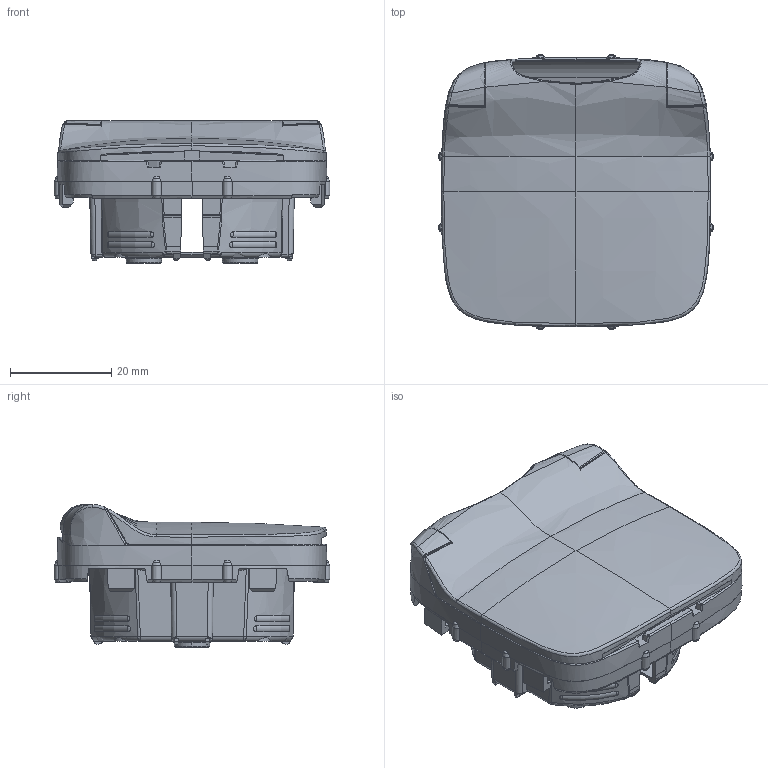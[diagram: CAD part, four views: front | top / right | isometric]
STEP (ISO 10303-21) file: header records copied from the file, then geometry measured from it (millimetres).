
FILE_DESCRIPTION(('CATIA V5 STEP Exchange','CAx-IF Rec.Pracs.--- Model Styling and Organization---1.4--- 2014-01-23'),'2;1');
FILE_NAME('754845_AllCATPart.stp','2020-02-18T14:40:34+00:00',('none'),('none'),'CATIA Version 5-6 Release 2017 SP3','CATIA V5 STEP AP214','none');
FILE_SCHEMA(('AUTOMOTIVE_DESIGN { 1 0 10303 214 1 1 1 1 }'));
Products named in the file (1): 754845_AllCATPart
Bounding box: 54.4 x 54.4 x 28.2 mm (x, y, z)
Volume: 13206.4 mm3; surface area: 20337.1 mm2
Topology: 1 solids, 1 shells, 6386 faces, 18600 edges, 12242 vertices
Faces by surface type: plane 5586, bspline 409, cylinder 149, cone 74, torus 71, extrusion 48, sphere 42, revolution 7
Entity records: 255850 total; most frequent: CARTESIAN_POINT 101819, ORIENTED_EDGE 37106, DIRECTION 20723, EDGE_CURVE 18553, VERTEX_POINT 12242, B_SPLINE_CURVE_WITH_KNOTS 9115, VECTOR 9102, LINE 9054
